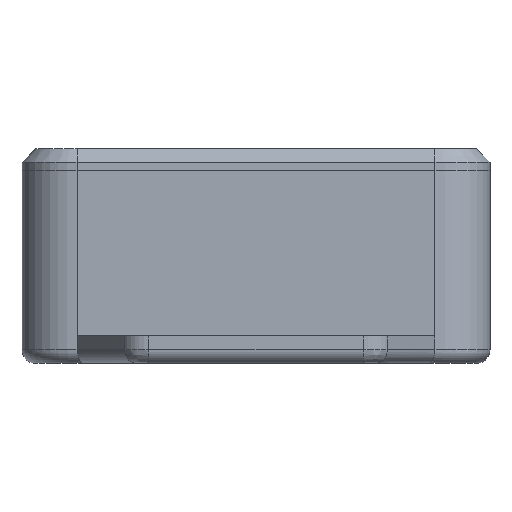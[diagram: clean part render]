
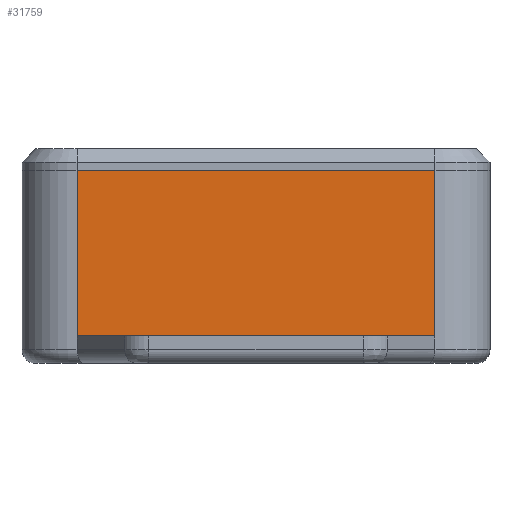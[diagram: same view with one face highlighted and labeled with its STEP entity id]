
A CAD part, front view. The second image highlights one B-rep face of the part: STEP entity #31759.
In plain terms, the highlighted planar face has unit normal (0, -1, 0).
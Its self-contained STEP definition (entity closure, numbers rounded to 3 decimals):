
#2179=PLANE('',#33808);
#3447=FACE_OUTER_BOUND('',#5239,.T.);
#5239=EDGE_LOOP('',(#22801,#22802,#22803,#22804));
#7129=LINE('',#45623,#10577);
#7161=LINE('',#45701,#10609);
#7280=LINE('',#46018,#10728);
#7281=LINE('',#46020,#10729);
#10577=VECTOR('',#36056,10.);
#10609=VECTOR('',#36138,10.);
#10728=VECTOR('',#36469,10.);
#10729=VECTOR('',#36472,10.);
#14559=VERTEX_POINT('',#45620);
#14560=VERTEX_POINT('',#45622);
#14581=VERTEX_POINT('',#45697);
#14673=VERTEX_POINT('',#46016);
#17642=EDGE_CURVE('',#14559,#14560,#7129,.T.);
#17681=EDGE_CURVE('',#14581,#14560,#7161,.T.);
#17836=EDGE_CURVE('',#14673,#14559,#7280,.T.);
#17837=EDGE_CURVE('',#14581,#14673,#7281,.T.);
#22801=ORIENTED_EDGE('',*,*,#17681,.T.);
#22802=ORIENTED_EDGE('',*,*,#17642,.F.);
#22803=ORIENTED_EDGE('',*,*,#17836,.F.);
#22804=ORIENTED_EDGE('',*,*,#17837,.F.);
#31759=ADVANCED_FACE('',(#3447),#2179,.T.);
#33808=AXIS2_PLACEMENT_3D('',#46019,#36470,#36471);
#36056=DIRECTION('',(0.,0.,-1.));
#36138=DIRECTION('',(1.,0.,0.));
#36469=DIRECTION('',(1.,0.,0.));
#36470=DIRECTION('center_axis',(0.,-1.,0.));
#36471=DIRECTION('ref_axis',(1.,0.,0.));
#36472=DIRECTION('',(0.,0.,1.));
#45620=CARTESIAN_POINT('',(13.,-12.,14.));
#45622=CARTESIAN_POINT('',(13.,-12.,2.));
#45623=CARTESIAN_POINT('',(13.,-12.,0.));
#45697=CARTESIAN_POINT('',(-13.,-12.,2.));
#45701=CARTESIAN_POINT('',(-8.5,-12.,2.));
#46016=CARTESIAN_POINT('',(-13.,-12.,14.));
#46018=CARTESIAN_POINT('',(17.,-12.,14.));
#46019=CARTESIAN_POINT('Origin',(-17.,-12.,0.));
#46020=CARTESIAN_POINT('',(-13.,-12.,0.));
